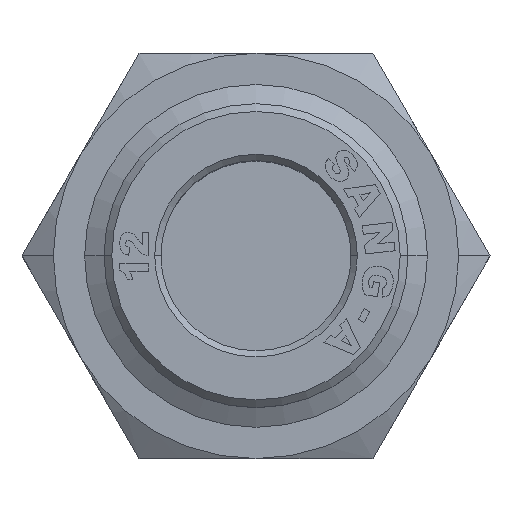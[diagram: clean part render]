
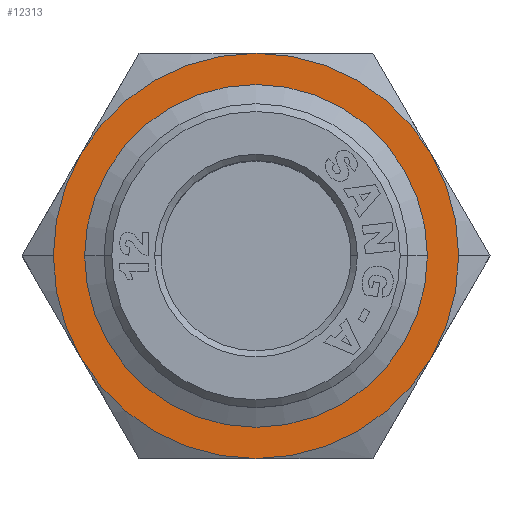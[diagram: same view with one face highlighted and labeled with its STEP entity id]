
A CAD part, top view. The second image highlights one B-rep face of the part: STEP entity #12313.
In plain terms, the highlighted face is planar.
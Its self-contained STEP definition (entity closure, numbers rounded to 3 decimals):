
#635=CARTESIAN_POINT('',(-17.18,0.,10.993));
#636=VERTEX_POINT('',#635);
#644=CARTESIAN_POINT('',(-17.18,0.,-10.993));
#645=VERTEX_POINT('',#644);
#652=CARTESIAN_POINT('',(-17.18,0.0,0.0));
#653=DIRECTION('',(-1.0,0.0,0.0));
#654=DIRECTION('',(0.0,0.0,1.0));
#655=AXIS2_PLACEMENT_3D('',#652,#653,#654);
#656=CIRCLE('',#655,10.993);
#657=EDGE_CURVE('',#645,#636,#656,.T.);
#791=CARTESIAN_POINT('',(-17.18,0.,-13.));
#792=VERTEX_POINT('',#791);
#799=CARTESIAN_POINT('',(-17.18,-6.5,-11.258));
#800=VERTEX_POINT('',#799);
#814=CARTESIAN_POINT('',(-17.18,0.0,0.));
#815=DIRECTION('',(-1.0,0.0,0.0));
#816=DIRECTION('',(0.0,0.0,-1.0));
#817=AXIS2_PLACEMENT_3D('',#814,#815,#816);
#818=CIRCLE('',#817,13.);
#819=EDGE_CURVE('',#792,#800,#818,.T.);
#829=CARTESIAN_POINT('',(-17.18,0.,13.));
#830=VERTEX_POINT('',#829);
#839=CARTESIAN_POINT('',(-17.18,-6.5,11.258));
#840=VERTEX_POINT('',#839);
#841=CARTESIAN_POINT('',(-17.18,0.0,0.));
#842=DIRECTION('',(-1.0,0.0,0.0));
#843=DIRECTION('',(0.0,0.0,-1.0));
#844=AXIS2_PLACEMENT_3D('',#841,#842,#843);
#845=CIRCLE('',#844,13.);
#846=EDGE_CURVE('',#840,#830,#845,.T.);
#12244=CARTESIAN_POINT('',(-17.18,0.,0.));
#12245=DIRECTION('',(1.0,0.0,0.0));
#12246=DIRECTION('',(0.0,0.0,1.0));
#12247=AXIS2_PLACEMENT_3D('',#12244,#12245,#12246);
#12248=PLANE('',#12247);
#12249=CARTESIAN_POINT('',(-17.18,6.5,11.258));
#12250=VERTEX_POINT('',#12249);
#12251=CARTESIAN_POINT('',(-17.18,13.0,0.));
#12252=VERTEX_POINT('',#12251);
#12253=CARTESIAN_POINT('',(-17.18,0.0,0.));
#12254=DIRECTION('',(-1.0,0.0,0.0));
#12255=DIRECTION('',(0.0,0.0,-1.0));
#12256=AXIS2_PLACEMENT_3D('',#12253,#12254,#12255);
#12257=CIRCLE('',#12256,13.);
#12258=EDGE_CURVE('',#12250,#12252,#12257,.T.);
#12259=ORIENTED_EDGE('',*,*,#12258,.T.);
#12260=CARTESIAN_POINT('',(-17.18,6.5,-11.258));
#12261=VERTEX_POINT('',#12260);
#12262=CARTESIAN_POINT('',(-17.18,0.0,0.));
#12263=DIRECTION('',(-1.0,0.0,0.0));
#12264=DIRECTION('',(0.0,0.0,-1.0));
#12265=AXIS2_PLACEMENT_3D('',#12262,#12263,#12264);
#12266=CIRCLE('',#12265,13.);
#12267=EDGE_CURVE('',#12252,#12261,#12266,.T.);
#12268=ORIENTED_EDGE('',*,*,#12267,.T.);
#12269=CARTESIAN_POINT('',(-17.18,0.0,0.));
#12270=DIRECTION('',(-1.0,0.0,0.0));
#12271=DIRECTION('',(0.0,0.0,-1.0));
#12272=AXIS2_PLACEMENT_3D('',#12269,#12270,#12271);
#12273=CIRCLE('',#12272,13.);
#12274=EDGE_CURVE('',#12261,#792,#12273,.T.);
#12275=ORIENTED_EDGE('',*,*,#12274,.T.);
#12276=ORIENTED_EDGE('',*,*,#819,.T.);
#12277=CARTESIAN_POINT('',(-17.18,-13.,0.));
#12278=VERTEX_POINT('',#12277);
#12279=CARTESIAN_POINT('',(-17.18,0.0,0.));
#12280=DIRECTION('',(-1.0,0.0,0.0));
#12281=DIRECTION('',(0.0,0.0,-1.0));
#12282=AXIS2_PLACEMENT_3D('',#12279,#12280,#12281);
#12283=CIRCLE('',#12282,13.);
#12284=EDGE_CURVE('',#800,#12278,#12283,.T.);
#12285=ORIENTED_EDGE('',*,*,#12284,.T.);
#12286=CARTESIAN_POINT('',(-17.18,0.0,0.));
#12287=DIRECTION('',(-1.0,0.0,0.0));
#12288=DIRECTION('',(0.0,0.0,-1.0));
#12289=AXIS2_PLACEMENT_3D('',#12286,#12287,#12288);
#12290=CIRCLE('',#12289,13.);
#12291=EDGE_CURVE('',#12278,#840,#12290,.T.);
#12292=ORIENTED_EDGE('',*,*,#12291,.T.);
#12293=ORIENTED_EDGE('',*,*,#846,.T.);
#12294=CARTESIAN_POINT('',(-17.18,0.0,0.));
#12295=DIRECTION('',(-1.0,0.0,0.0));
#12296=DIRECTION('',(0.0,0.0,-1.0));
#12297=AXIS2_PLACEMENT_3D('',#12294,#12295,#12296);
#12298=CIRCLE('',#12297,13.);
#12299=EDGE_CURVE('',#830,#12250,#12298,.T.);
#12300=ORIENTED_EDGE('',*,*,#12299,.T.);
#12301=EDGE_LOOP('',(#12259,#12268,#12275,#12276,#12285,#12292,#12293,#12300));
#12302=FACE_OUTER_BOUND('',#12301,.T.);
#12303=ORIENTED_EDGE('',*,*,#657,.F.);
#12304=CARTESIAN_POINT('',(-17.18,0.0,0.0));
#12305=DIRECTION('',(-1.0,0.0,0.0));
#12306=DIRECTION('',(0.0,0.0,1.0));
#12307=AXIS2_PLACEMENT_3D('',#12304,#12305,#12306);
#12308=CIRCLE('',#12307,10.993);
#12309=EDGE_CURVE('',#636,#645,#12308,.T.);
#12310=ORIENTED_EDGE('',*,*,#12309,.F.);
#12311=EDGE_LOOP('',(#12303,#12310));
#12312=FACE_BOUND('',#12311,.T.);
#12313=ADVANCED_FACE('',(#12302,#12312),#12248,.F.);
